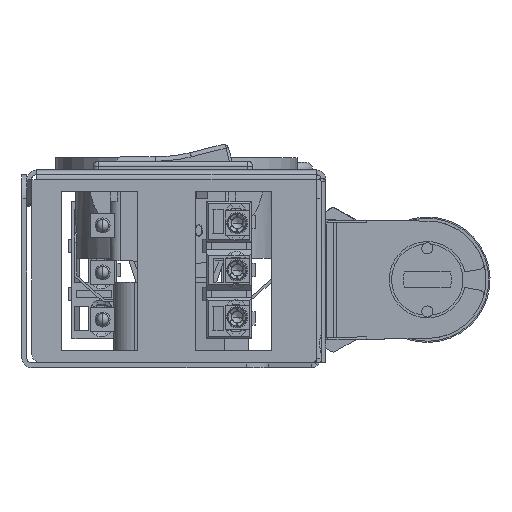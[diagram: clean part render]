
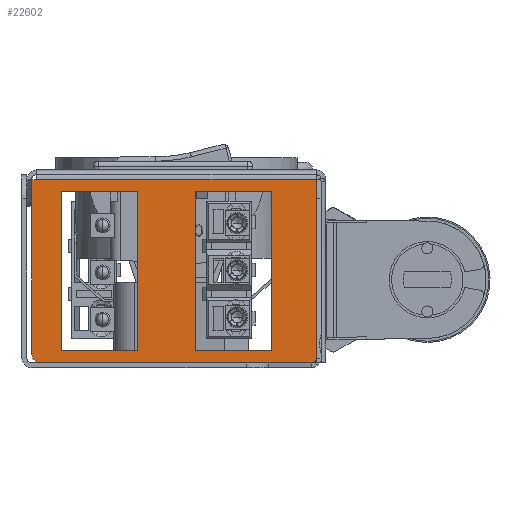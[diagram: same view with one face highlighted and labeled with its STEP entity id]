
A CAD part, left-side view. The second image highlights one B-rep face of the part: STEP entity #22602.
In plain terms, the highlighted planar face has unit normal (-1, 0, 0).
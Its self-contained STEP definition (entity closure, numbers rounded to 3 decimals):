
#845=LINE('',#33010,#3226);
#846=LINE('',#33012,#3227);
#847=LINE('',#33014,#3228);
#848=LINE('',#33016,#3229);
#849=LINE('',#33018,#3230);
#850=LINE('',#33019,#3231);
#851=LINE('',#33022,#3232);
#852=LINE('',#33024,#3233);
#853=LINE('',#33026,#3234);
#854=LINE('',#33027,#3235);
#855=LINE('',#33030,#3236);
#856=LINE('',#33032,#3237);
#857=LINE('',#33034,#3238);
#858=LINE('',#33035,#3239);
#3226=VECTOR('',#26308,57.);
#3227=VECTOR('',#26309,38.);
#3228=VECTOR('',#26310,0.002);
#3229=VECTOR('',#26311,57.998);
#3230=VECTOR('',#26312,1.);
#3231=VECTOR('',#26313,36.);
#3232=VECTOR('',#26314,15.8);
#3233=VECTOR('',#26315,33.);
#3234=VECTOR('',#26316,15.8);
#3235=VECTOR('',#26317,33.);
#3236=VECTOR('',#26318,15.8);
#3237=VECTOR('',#26319,33.);
#3238=VECTOR('',#26320,15.8);
#3239=VECTOR('',#26321,33.);
#5599=PLANE('',#23966);
#6429=FACE_BOUND('',#7973,.T.);
#6430=FACE_BOUND('',#7974,.T.);
#6650=FACE_OUTER_BOUND('',#7972,.T.);
#7972=EDGE_LOOP('',(#15995,#15996,#15997,#15998,#15999,#16000,#16001));
#7973=EDGE_LOOP('',(#16002,#16003,#16004,#16005));
#7974=EDGE_LOOP('',(#16006,#16007,#16008,#16009));
#9343=CIRCLE('',#23965,2.);
#10182=VERTEX_POINT('',#33003);
#10183=VERTEX_POINT('',#33005);
#10184=VERTEX_POINT('',#33009);
#10185=VERTEX_POINT('',#33011);
#10186=VERTEX_POINT('',#33013);
#10187=VERTEX_POINT('',#33015);
#10188=VERTEX_POINT('',#33017);
#10189=VERTEX_POINT('',#33020);
#10190=VERTEX_POINT('',#33021);
#10191=VERTEX_POINT('',#33023);
#10192=VERTEX_POINT('',#33025);
#10193=VERTEX_POINT('',#33028);
#10194=VERTEX_POINT('',#33029);
#10195=VERTEX_POINT('',#33031);
#10196=VERTEX_POINT('',#33033);
#12431=EDGE_CURVE('',#10182,#10183,#9343,.T.);
#12433=EDGE_CURVE('',#10182,#10184,#845,.T.);
#12434=EDGE_CURVE('',#10184,#10185,#846,.T.);
#12435=EDGE_CURVE('',#10185,#10186,#847,.T.);
#12436=EDGE_CURVE('',#10186,#10187,#848,.T.);
#12437=EDGE_CURVE('',#10187,#10188,#849,.T.);
#12438=EDGE_CURVE('',#10188,#10183,#850,.T.);
#12439=EDGE_CURVE('',#10189,#10190,#851,.T.);
#12440=EDGE_CURVE('',#10190,#10191,#852,.T.);
#12441=EDGE_CURVE('',#10191,#10192,#853,.T.);
#12442=EDGE_CURVE('',#10192,#10189,#854,.T.);
#12443=EDGE_CURVE('',#10193,#10194,#855,.T.);
#12444=EDGE_CURVE('',#10194,#10195,#856,.T.);
#12445=EDGE_CURVE('',#10195,#10196,#857,.T.);
#12446=EDGE_CURVE('',#10196,#10193,#858,.T.);
#15995=ORIENTED_EDGE('',*,*,#12431,.F.);
#15996=ORIENTED_EDGE('',*,*,#12433,.T.);
#15997=ORIENTED_EDGE('',*,*,#12434,.T.);
#15998=ORIENTED_EDGE('',*,*,#12435,.T.);
#15999=ORIENTED_EDGE('',*,*,#12436,.T.);
#16000=ORIENTED_EDGE('',*,*,#12437,.T.);
#16001=ORIENTED_EDGE('',*,*,#12438,.T.);
#16002=ORIENTED_EDGE('',*,*,#12439,.T.);
#16003=ORIENTED_EDGE('',*,*,#12440,.T.);
#16004=ORIENTED_EDGE('',*,*,#12441,.T.);
#16005=ORIENTED_EDGE('',*,*,#12442,.T.);
#16006=ORIENTED_EDGE('',*,*,#12443,.T.);
#16007=ORIENTED_EDGE('',*,*,#12444,.T.);
#16008=ORIENTED_EDGE('',*,*,#12445,.T.);
#16009=ORIENTED_EDGE('',*,*,#12446,.T.);
#22602=ADVANCED_FACE('',(#6650,#6429,#6430),#5599,.T.);
#23965=AXIS2_PLACEMENT_3D('',#33006,#26303,#26304);
#23966=AXIS2_PLACEMENT_3D('',#33008,#26306,#26307);
#26303=DIRECTION('center_axis',(1.,0.,0.));
#26304=DIRECTION('ref_axis',(0.,0.707,-0.707));
#26306=DIRECTION('center_axis',(-1.,0.,0.));
#26307=DIRECTION('ref_axis',(0.,0.,1.));
#26308=DIRECTION('',(0.,-1.,0.));
#26309=DIRECTION('',(0.,0.,1.));
#26310=DIRECTION('',(0.,1.,0.));
#26311=DIRECTION('',(0.,1.,0.));
#26312=DIRECTION('',(0.,1.,0.));
#26313=DIRECTION('',(0.,0.,-1.));
#26314=DIRECTION('',(0.,1.,0.));
#26315=DIRECTION('',(0.,0.,1.));
#26316=DIRECTION('',(0.,-1.,0.));
#26317=DIRECTION('',(0.,0.,-1.));
#26318=DIRECTION('',(0.,1.,0.));
#26319=DIRECTION('',(0.,0.,1.));
#26320=DIRECTION('',(0.,-1.,0.));
#26321=DIRECTION('',(0.,0.,-1.));
#33003=CARTESIAN_POINT('',(-200.,28.,-40.));
#33005=CARTESIAN_POINT('',(-200.,30.,-38.));
#33006=CARTESIAN_POINT('Origin',(-200.,28.,-38.));
#33008=CARTESIAN_POINT('Origin',(-200.,31.,0.));
#33009=CARTESIAN_POINT('',(-200.,-29.,-40.));
#33010=CARTESIAN_POINT('',(-200.,-31.,-40.));
#33011=CARTESIAN_POINT('',(-200.,-29.,-2.));
#33012=CARTESIAN_POINT('',(-200.,-29.,-10.5));
#33013=CARTESIAN_POINT('',(-200.,-28.998,-2.));
#33014=CARTESIAN_POINT('',(-200.,0.5,-2.));
#33015=CARTESIAN_POINT('',(-200.,29.,-2.));
#33016=CARTESIAN_POINT('',(-200.,1.25,-2.));
#33017=CARTESIAN_POINT('',(-200.,30.,-2.));
#33018=CARTESIAN_POINT('',(-200.,1.25,-2.));
#33019=CARTESIAN_POINT('',(-200.,30.,-1.835));
#33020=CARTESIAN_POINT('',(-200.,8.1,-37.5));
#33021=CARTESIAN_POINT('',(-200.,23.9,-37.5));
#33022=CARTESIAN_POINT('',(-200.,19.55,-37.5));
#33023=CARTESIAN_POINT('',(-200.,23.9,-4.5));
#33024=CARTESIAN_POINT('',(-200.,23.9,-18.75));
#33025=CARTESIAN_POINT('',(-200.,8.1,-4.5));
#33026=CARTESIAN_POINT('',(-200.,27.45,-4.5));
#33027=CARTESIAN_POINT('',(-200.,8.1,-2.25));
#33028=CARTESIAN_POINT('',(-200.,-19.8,-37.5));
#33029=CARTESIAN_POINT('',(-200.,-4.,-37.5));
#33030=CARTESIAN_POINT('',(-200.,5.6,-37.5));
#33031=CARTESIAN_POINT('',(-200.,-4.,-4.5));
#33032=CARTESIAN_POINT('',(-200.,-4.,-18.75));
#33033=CARTESIAN_POINT('',(-200.,-19.8,-4.5));
#33034=CARTESIAN_POINT('',(-200.,13.5,-4.5));
#33035=CARTESIAN_POINT('',(-200.,-19.8,-2.25));
